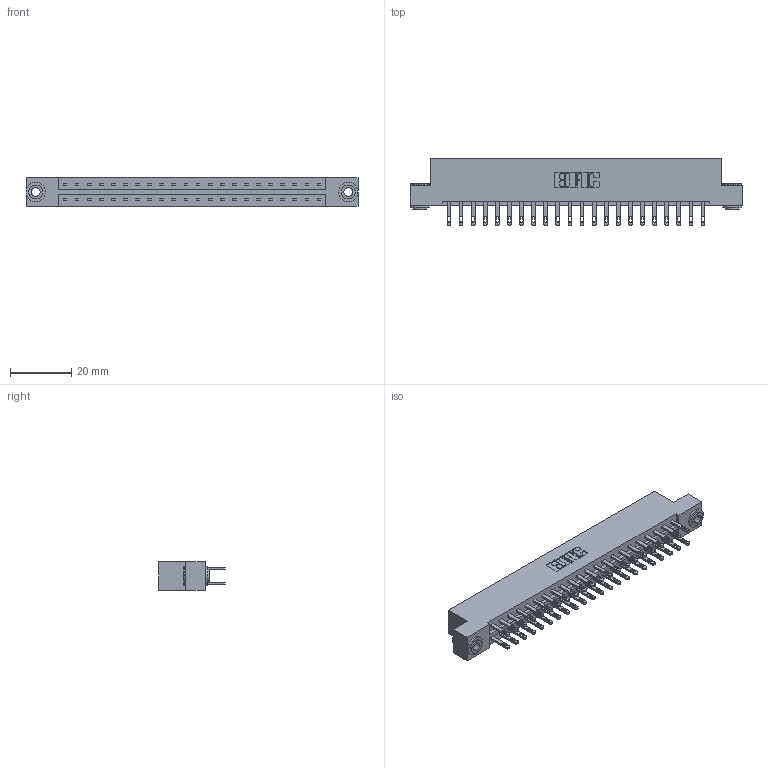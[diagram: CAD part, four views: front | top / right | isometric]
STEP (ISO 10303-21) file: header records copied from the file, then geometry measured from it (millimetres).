
FILE_DESCRIPTION (( 'STEP AP203' ), '1' );
FILE_NAME ('833-044-500-203.STEP', '2020-06-04T00:35:04', ( '' ), ( '' ), 'SwSTEP 2.0', 'SolidWorks 2020', '' );
FILE_SCHEMA (( 'CONFIG_CONTROL_DESIGN' ));
Length unit declared in the file: inch
Products named in the file (4): 833 Part_Flush - .156 Dia - TH; 833-044-500-203; 345-250-002_345-250-002-102; 345-292-001_345-293-100
Assembly tree (47 placements, depth 2):
  833-044-500-203
    833 Part_Flush - .156 Dia - TH
    345-292-001_345-293-100  x44
    345-250-002_345-250-002-102  x2
Bounding box: 108.71 x 21.85 x 9.4 mm (x, y, z)
Volume: 11065.7 mm3; surface area: 13572.6 mm2
Topology: 47 solids, 47 shells, 2264 faces, 6855 edges, 4566 vertices
Faces by surface type: plane 1400, cylinder 856, cone 8
Entity records: 17320 total; most frequent: CARTESIAN_POINT 2869, ORIENTED_EDGE 2798, DIRECTION 2521, EDGE_CURVE 1399, VECTOR 1243, LINE 1243, VERTEX_POINT 930, AXIS2_PLACEMENT_3D 639
